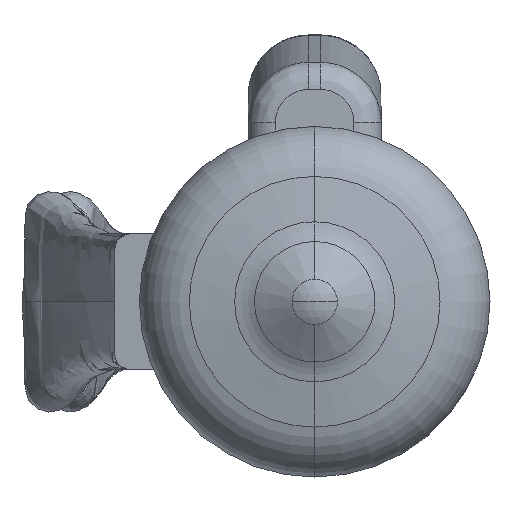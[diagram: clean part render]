
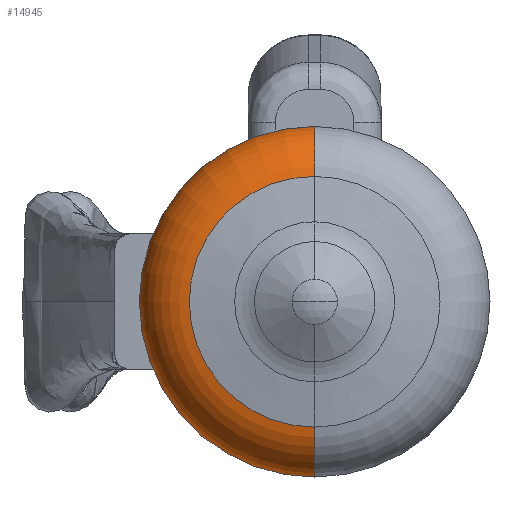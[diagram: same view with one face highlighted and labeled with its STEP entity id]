
A CAD part, front view. The second image highlights one B-rep face of the part: STEP entity #14945.
In plain terms, the highlighted toroidal (fillet/blend) face has major radius 3.8 mm and minor radius 2 mm.
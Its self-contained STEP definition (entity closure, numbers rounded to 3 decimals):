
#511 = DIRECTION ( 'NONE',  ( 0., 0., -1. ) ) ;
#875 = ORIENTED_EDGE ( 'NONE', *, *, #25553, .F. ) ;
#1961 = VERTEX_POINT ( 'NONE', #32396 ) ;
#2445 = CARTESIAN_POINT ( 'NONE',  ( 0., -108.493, -3.8 ) ) ;
#3060 = ORIENTED_EDGE ( 'NONE', *, *, #27376, .T. ) ;
#3093 = DIRECTION ( 'NONE',  ( 0., -1., 0. ) ) ;
#4135 = CARTESIAN_POINT ( 'NONE',  ( 0., -108.493, 3.8 ) ) ;
#4847 = DIRECTION ( 'NONE',  ( 0., 0., 1. ) ) ;
#5344 = CIRCLE ( 'NONE', #19551, 5.8 ) ;
#6028 = AXIS2_PLACEMENT_3D ( 'NONE', #2445, #33623, #4847 ) ;
#7667 = ORIENTED_EDGE ( 'NONE', *, *, #25700, .F. ) ;
#8531 = EDGE_CURVE ( 'NONE', #28154, #14295, #5344, .T. ) ;
#8984 = CARTESIAN_POINT ( 'NONE',  ( 0., -108.493, 5.8 ) ) ;
#9869 = AXIS2_PLACEMENT_3D ( 'NONE', #4135, #17320, #27773 ) ;
#11475 = DIRECTION ( 'NONE',  ( 0., 0., -1. ) ) ;
#13505 = CARTESIAN_POINT ( 'NONE',  ( 0., -110.463, -4.147 ) ) ;
#14295 = VERTEX_POINT ( 'NONE', #8984 ) ;
#14945 = ADVANCED_FACE ( 'Defeature ausgef�hrt2_311', ( #32211 ), #26211, .T. ) ;
#15770 = CARTESIAN_POINT ( 'NONE',  ( 0., -108.493, -5.8 ) ) ;
#15937 = CARTESIAN_POINT ( 'NONE',  ( 0., -110.463, 0. ) ) ;
#16421 = CIRCLE ( 'NONE', #6028, 2. ) ;
#17320 = DIRECTION ( 'NONE',  ( 1., 0., 0. ) ) ;
#17720 = DIRECTION ( 'NONE',  ( 0., 1., 0. ) ) ;
#18812 = VERTEX_POINT ( 'NONE', #13505 ) ;
#19551 = AXIS2_PLACEMENT_3D ( 'NONE', #33646, #17720, #30904 ) ;
#19690 = CIRCLE ( 'NONE', #9869, 2. ) ;
#20790 = AXIS2_PLACEMENT_3D ( 'NONE', #15937, #31696, #511 ) ;
#21738 = ORIENTED_EDGE ( 'NONE', *, *, #8531, .F. ) ;
#22363 = AXIS2_PLACEMENT_3D ( 'NONE', #31877, #3093, #11475 ) ;
#25553 = EDGE_CURVE ( 'NONE', #14295, #1961, #19690, .T. ) ;
#25700 = EDGE_CURVE ( 'NONE', #1961, #18812, #25720, .T. ) ;
#25720 = CIRCLE ( 'NONE', #20790, 4.147 ) ;
#26211 = TOROIDAL_SURFACE ( 'NONE', #22363, 3.8, 2. ) ;
#27376 = EDGE_CURVE ( 'NONE', #28154, #18812, #16421, .T. ) ;
#27773 = DIRECTION ( 'NONE',  ( 0., 0., -1. ) ) ;
#28154 = VERTEX_POINT ( 'NONE', #15770 ) ;
#30904 = DIRECTION ( 'NONE',  ( 0., 0., -1. ) ) ;
#31696 = DIRECTION ( 'NONE',  ( 0., -1., 0. ) ) ;
#31877 = CARTESIAN_POINT ( 'NONE',  ( 0., -108.493, 0. ) ) ;
#32101 = EDGE_LOOP ( 'NONE', ( #875, #21738, #3060, #7667 ) ) ;
#32211 = FACE_OUTER_BOUND ( 'NONE', #32101, .T. ) ;
#32396 = CARTESIAN_POINT ( 'NONE',  ( 0., -110.463, 4.147 ) ) ;
#33623 = DIRECTION ( 'NONE',  ( -1., 0., 0. ) ) ;
#33646 = CARTESIAN_POINT ( 'NONE',  ( 0., -108.493, 0. ) ) ;
